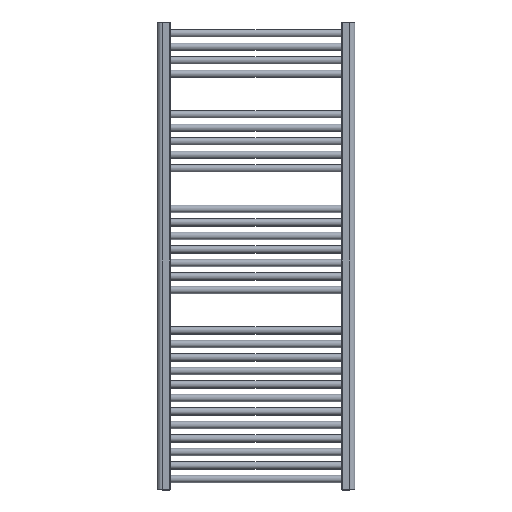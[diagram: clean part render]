
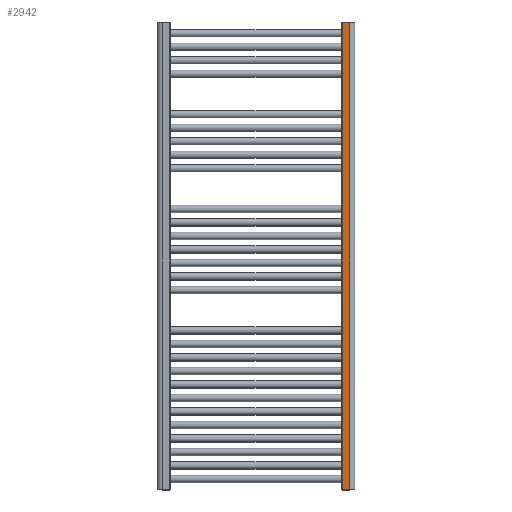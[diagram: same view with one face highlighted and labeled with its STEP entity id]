
A CAD part, top view. The second image highlights one B-rep face of the part: STEP entity #2942.
In plain terms, the highlighted face is planar.
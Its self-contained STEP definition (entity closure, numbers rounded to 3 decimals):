
#1363=DIRECTION('',(0.,1.,0.));
#1364=VECTOR('',#1363,23.05);
#1365=CARTESIAN_POINT('',(15.,2.,0.));
#1366=LINE('',#1365,#1364);
#1726=DIRECTION('',(0.,0.,1.));
#1727=VECTOR('',#1726,1417.);
#1728=CARTESIAN_POINT('',(15.,25.05,0.));
#1729=LINE('',#1728,#1727);
#1730=DIRECTION('',(0.,0.,1.));
#1731=VECTOR('',#1730,1417.);
#1732=CARTESIAN_POINT('',(15.,2.,0.));
#1733=LINE('',#1732,#1731);
#1765=DIRECTION('',(0.,1.,0.));
#1766=VECTOR('',#1765,23.05);
#1767=CARTESIAN_POINT('',(15.,2.,1417.));
#1768=LINE('',#1767,#1766);
#2350=CARTESIAN_POINT('',(15.,2.,0.));
#2351=CARTESIAN_POINT('',(15.,25.05,0.));
#2352=VERTEX_POINT('',#2350);
#2353=VERTEX_POINT('',#2351);
#2366=CARTESIAN_POINT('',(15.,2.,1417.));
#2367=CARTESIAN_POINT('',(15.,25.05,1417.));
#2368=VERTEX_POINT('',#2366);
#2369=VERTEX_POINT('',#2367);
#2929=CARTESIAN_POINT('',(15.,2.,0.));
#2930=DIRECTION('',(1.,0.,0.));
#2931=DIRECTION('',(0.,1.,0.));
#2932=AXIS2_PLACEMENT_3D('',#2929,#2930,#2931);
#2933=PLANE('',#2932);
#2934=ORIENTED_EDGE('',*,*,#2643,.F.);
#2936=ORIENTED_EDGE('',*,*,#2935,.T.);
#2938=ORIENTED_EDGE('',*,*,#2937,.T.);
#2939=ORIENTED_EDGE('',*,*,#2921,.F.);
#2940=EDGE_LOOP('',(#2934,#2936,#2938,#2939));
#2941=FACE_OUTER_BOUND('',#2940,.F.);
#2643=EDGE_CURVE('',#2352,#2353,#1366,.T.);
#2921=EDGE_CURVE('',#2353,#2369,#1729,.T.);
#2935=EDGE_CURVE('',#2352,#2368,#1733,.T.);
#2937=EDGE_CURVE('',#2368,#2369,#1768,.T.);
#2942=ADVANCED_FACE('',(#2941),#2933,.T.);
